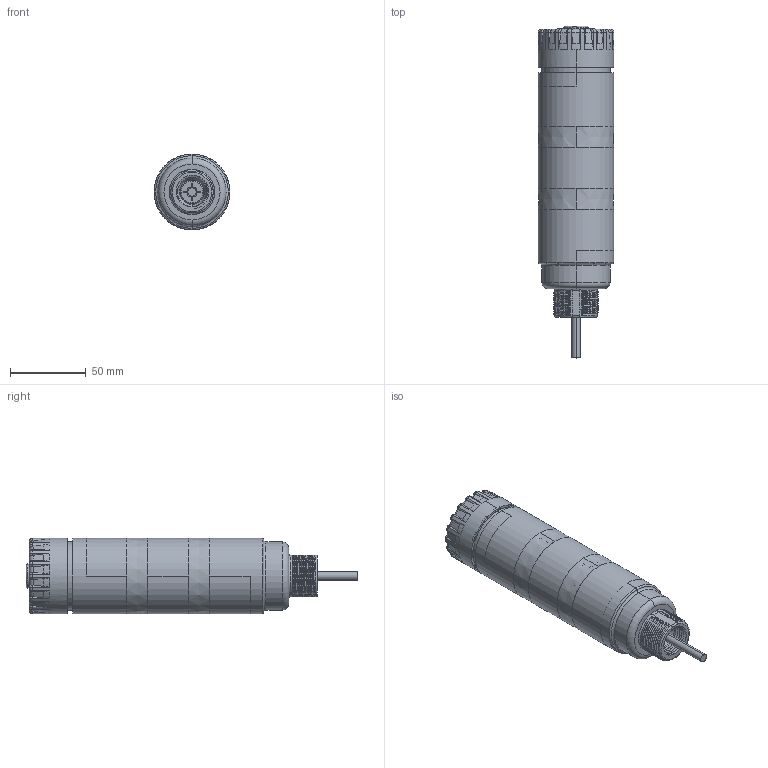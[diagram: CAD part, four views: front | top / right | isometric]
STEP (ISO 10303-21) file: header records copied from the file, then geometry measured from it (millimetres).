
FILE_DESCRIPTION((''),'2;1');
FILE_NAME('145184_SW','2009-02-10T',('banengservice'),('BANNER ENGINEERING'),'PRO/ENGINEER BY PARAMETRIC TECHNOLOGY CORPORATION, 2006170','PRO/ENGINEER BY PARAMETRIC TECHNOLOGY CORPORATION, 2006170','');
FILE_SCHEMA(('CONFIG_CONTROL_DESIGN'));
Products named in the file (1): 145184_SW
Bounding box: 50 x 219.15 x 50 mm (x, y, z)
Volume: 111635.4 mm3; surface area: 106981.7 mm2
Topology: 3 solids, 3 shells, 1696 faces, 4417 edges, 2803 vertices
Faces by surface type: plane 637, cylinder 531, torus 216, bspline 188, cone 124
Entity records: 79001 total; most frequent: CARTESIAN_POINT 38118, ORIENTED_EDGE 8830, DIRECTION 8292, EDGE_CURVE 4415, AXIS2_PLACEMENT_3D 3150, VERTEX_POINT 2803, VECTOR 1992, LINE 1992
